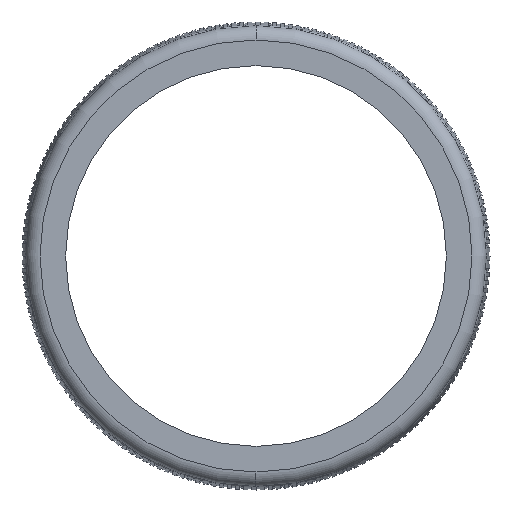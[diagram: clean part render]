
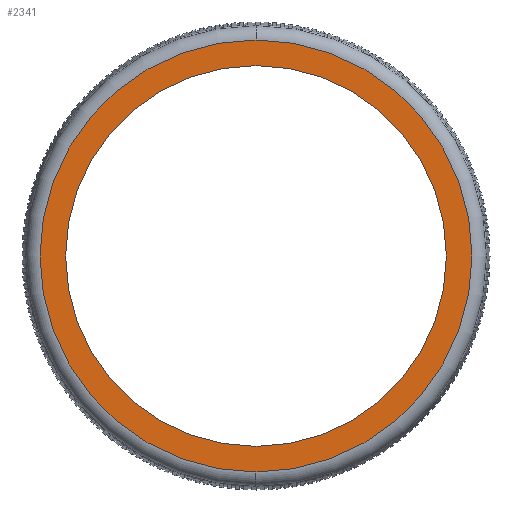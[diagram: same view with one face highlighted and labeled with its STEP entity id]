
A CAD part, left-side view. The second image highlights one B-rep face of the part: STEP entity #2341.
In plain terms, the highlighted planar face has unit normal (-1, 0, 0).
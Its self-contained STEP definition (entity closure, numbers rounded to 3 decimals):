
#2341 = ADVANCED_FACE ( 'NONE', ( #4098, #4102 ), #26021, .F. ) ;
#4098 = FACE_OUTER_BOUND ( 'NONE', #22345, .T. ) ;
#4102 = FACE_BOUND ( 'NONE', #22344, .T. ) ;
#6706 = AXIS2_PLACEMENT_3D ( 'NONE', #11317, #11318, #11319 ) ;
#6712 = AXIS2_PLACEMENT_3D ( 'NONE', #11335, #11336, #11337 ) ;
#8876 = CIRCLE ( 'NONE', #6706, 14.75 ) ;
#8920 = CIRCLE ( 'NONE', #6712, 13. ) ;
#10061 = CARTESIAN_POINT ( 'NONE',  ( 0., 0., -14.75 ) ) ;
#10074 = CARTESIAN_POINT ( 'NONE',  ( 0., 0., 14.75 ) ) ;
#10144 = CARTESIAN_POINT ( 'NONE',  ( 0., 0., 13. ) ) ;
#10145 = CARTESIAN_POINT ( 'NONE',  ( 0., 0., -13. ) ) ;
#11317 = CARTESIAN_POINT ( 'NONE',  ( 0., 0., 0. ) ) ;
#11318 = DIRECTION ( 'NONE',  ( -1., 0., 0. ) ) ;
#11319 = DIRECTION ( 'NONE',  ( 0., 0., -1. ) ) ;
#11335 = CARTESIAN_POINT ( 'NONE',  ( 0., 0., 0. ) ) ;
#11336 = DIRECTION ( 'NONE',  ( -1., 0., 0. ) ) ;
#11337 = DIRECTION ( 'NONE',  ( 0., 0., 1. ) ) ;
#12756 = VERTEX_POINT ( 'NONE', #10061 ) ;
#12769 = VERTEX_POINT ( 'NONE', #10074 ) ;
#12839 = VERTEX_POINT ( 'NONE', #10144 ) ;
#12840 = VERTEX_POINT ( 'NONE', #10145 ) ;
#13789 = EDGE_CURVE ( 'NONE', #12756, #12769, #8876, .T. ) ;
#13795 = EDGE_CURVE ( 'NONE', #12839, #12840, #8920, .T. ) ;
#15541 = AXIS2_PLACEMENT_3D ( 'NONE', #18608, #18609, #18610 ) ;
#15584 = AXIS2_PLACEMENT_3D ( 'NONE', #18869, #18870, #18871 ) ;
#16034 = CIRCLE ( 'NONE', #15541, 13. ) ;
#16082 = CIRCLE ( 'NONE', #15584, 14.75 ) ;
#18004 = EDGE_CURVE ( 'NONE', #12840, #12839, #16034, .T. ) ;
#18092 = EDGE_CURVE ( 'NONE', #12769, #12756, #16082, .T. ) ;
#18608 = CARTESIAN_POINT ( 'NONE',  ( 0., 0., 0. ) ) ;
#18609 = DIRECTION ( 'NONE',  ( -1., 0., 0. ) ) ;
#18610 = DIRECTION ( 'NONE',  ( 0., 0., 1. ) ) ;
#18869 = CARTESIAN_POINT ( 'NONE',  ( 0., 0., 0. ) ) ;
#18870 = DIRECTION ( 'NONE',  ( -1., 0., 0. ) ) ;
#18871 = DIRECTION ( 'NONE',  ( 0., 0., -1. ) ) ;
#22344 = EDGE_LOOP ( 'NONE', ( #27088, #27087 ) ) ;
#22345 = EDGE_LOOP ( 'NONE', ( #27090, #27089 ) ) ;
#26018 = DIRECTION ( 'NONE',  ( 1., 0., 0. ) ) ;
#26019 = CARTESIAN_POINT ( 'NONE',  ( 0., 0., -13. ) ) ;
#26021 = PLANE ( 'NONE',  #27835 ) ;
#26023 = DIRECTION ( 'NONE',  ( 0., 0., -1. ) ) ;
#27087 = ORIENTED_EDGE ( 'NONE', *, *, #18004, .F. ) ;
#27088 = ORIENTED_EDGE ( 'NONE', *, *, #13795, .F. ) ;
#27089 = ORIENTED_EDGE ( 'NONE', *, *, #13789, .T. ) ;
#27090 = ORIENTED_EDGE ( 'NONE', *, *, #18092, .T. ) ;
#27835 = AXIS2_PLACEMENT_3D ( 'NONE', #26019, #26018, #26023 ) ;
